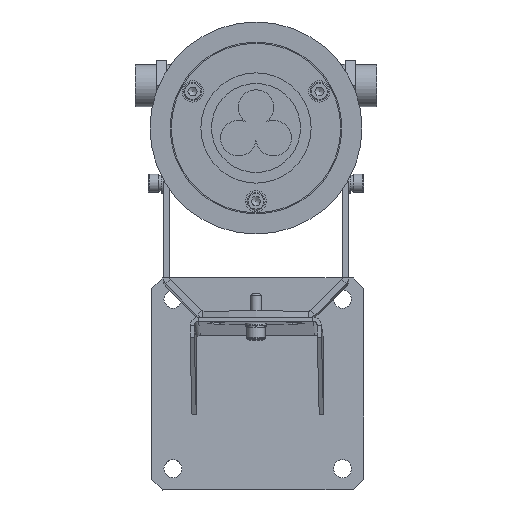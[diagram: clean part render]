
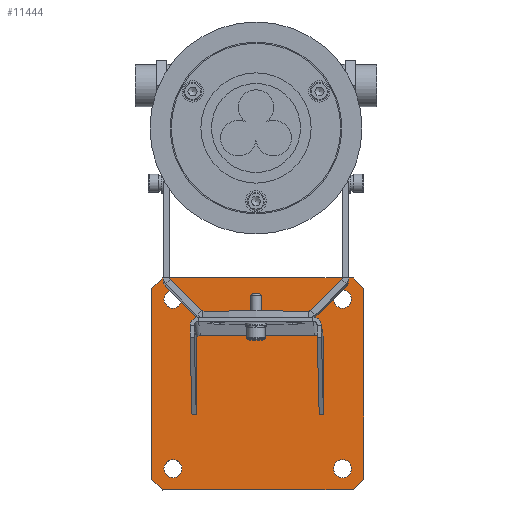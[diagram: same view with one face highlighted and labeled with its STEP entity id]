
A CAD part, left-side view. The second image highlights one B-rep face of the part: STEP entity #11444.
In plain terms, the highlighted face is planar.
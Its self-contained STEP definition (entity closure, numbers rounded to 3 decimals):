
#11444=ADVANCED_FACE('',(#11472,#11474,#11476,#11478,#11480),#11482,.T.);
#11472=FACE_BOUND('',#11473,.T.);
#11473=EDGE_LOOP('',(#11583));
#11474=FACE_BOUND('',#11475,.T.);
#11475=EDGE_LOOP('',(#11584));
#11476=FACE_BOUND('',#11477,.T.);
#11477=EDGE_LOOP('',(#11585));
#11478=FACE_BOUND('',#11479,.T.);
#11479=EDGE_LOOP('',(#11586));
#11480=FACE_OUTER_BOUND('',#11481,.T.);
#11481=EDGE_LOOP('',(#11587,#11588,#11589,#11590,#11591,#11592,#11593,#11594));
#11482=PLANE('',#11483);
#11483=AXIS2_PLACEMENT_3D('',#11484,#11485,#11486);
#11484=CARTESIAN_POINT('',(-2.,0.,0.));
#11485=DIRECTION('',(-1.,0.,0.));
#11486=DIRECTION('',(0.,0.,-1.));
#11583=ORIENTED_EDGE('',*,*,#11655,.T.);
#11584=ORIENTED_EDGE('',*,*,#11656,.T.);
#11585=ORIENTED_EDGE('',*,*,#11657,.T.);
#11586=ORIENTED_EDGE('',*,*,#11658,.T.);
#11587=ORIENTED_EDGE('',*,*,#11659,.T.);
#11588=ORIENTED_EDGE('',*,*,#11660,.T.);
#11589=ORIENTED_EDGE('',*,*,#11661,.T.);
#11590=ORIENTED_EDGE('',*,*,#11662,.T.);
#11591=ORIENTED_EDGE('',*,*,#11663,.T.);
#11592=ORIENTED_EDGE('',*,*,#11664,.T.);
#11593=ORIENTED_EDGE('',*,*,#11665,.T.);
#11594=ORIENTED_EDGE('',*,*,#11666,.T.);
#11655=EDGE_CURVE('',#11703,#11703,#11704,.F.);
#11656=EDGE_CURVE('',#11705,#11705,#11706,.F.);
#11657=EDGE_CURVE('',#11707,#11707,#11708,.F.);
#11658=EDGE_CURVE('',#11709,#11709,#11710,.F.);
#11659=EDGE_CURVE('',#11711,#11712,#11713,.T.);
#11660=EDGE_CURVE('',#11712,#11714,#11715,.T.);
#11661=EDGE_CURVE('',#11714,#11716,#11717,.T.);
#11662=EDGE_CURVE('',#11716,#11718,#11719,.T.);
#11663=EDGE_CURVE('',#11718,#11720,#11721,.T.);
#11664=EDGE_CURVE('',#11720,#11722,#11723,.T.);
#11665=EDGE_CURVE('',#11722,#11724,#11725,.T.);
#11666=EDGE_CURVE('',#11724,#11711,#11726,.T.);
#11703=VERTEX_POINT('',#11791);
#11704=CIRCLE('',#11792,4.25);
#11705=VERTEX_POINT('',#11796);
#11706=CIRCLE('',#11797,4.25);
#11707=VERTEX_POINT('',#11801);
#11708=CIRCLE('',#11802,4.25);
#11709=VERTEX_POINT('',#11806);
#11710=CIRCLE('',#11807,4.25);
#11711=VERTEX_POINT('',#11811);
#11712=VERTEX_POINT('',#11812);
#11713=LINE('',#11813,#11814);
#11714=VERTEX_POINT('',#11816);
#11715=LINE('',#11817,#11818);
#11716=VERTEX_POINT('',#11820);
#11717=LINE('',#11821,#11822);
#11718=VERTEX_POINT('',#11824);
#11719=LINE('',#11825,#11826);
#11720=VERTEX_POINT('',#11828);
#11721=LINE('',#11829,#11830);
#11722=VERTEX_POINT('',#11832);
#11723=LINE('',#11833,#11834);
#11724=VERTEX_POINT('',#11836);
#11725=LINE('',#11837,#11838);
#11726=LINE('',#11840,#11841);
#11791=CARTESIAN_POINT('',(-2.,40.,35.75));
#11792=AXIS2_PLACEMENT_3D('',#11793,#11794,#11795);
#11793=CARTESIAN_POINT('',(-2.,40.,40.));
#11794=DIRECTION('',(-1.,0.,0.));
#11795=DIRECTION('',(0.,0.,-1.));
#11796=CARTESIAN_POINT('',(-2.,40.,-44.25));
#11797=AXIS2_PLACEMENT_3D('',#11798,#11799,#11800);
#11798=CARTESIAN_POINT('',(-2.,40.,-40.));
#11799=DIRECTION('',(-1.,0.,0.));
#11800=DIRECTION('',(0.,0.,-1.));
#11801=CARTESIAN_POINT('',(-2.,-40.,-44.25));
#11802=AXIS2_PLACEMENT_3D('',#11803,#11804,#11805);
#11803=CARTESIAN_POINT('',(-2.,-40.,-40.));
#11804=DIRECTION('',(-1.,0.,0.));
#11805=DIRECTION('',(0.,0.,-1.));
#11806=CARTESIAN_POINT('',(-2.,-40.,35.75));
#11807=AXIS2_PLACEMENT_3D('',#11808,#11809,#11810);
#11808=CARTESIAN_POINT('',(-2.,-40.,40.));
#11809=DIRECTION('',(-1.,0.,0.));
#11810=DIRECTION('',(0.,0.,-1.));
#11811=CARTESIAN_POINT('',(-2.,-50.,-45.));
#11812=CARTESIAN_POINT('',(-2.,-50.,45.));
#11813=CARTESIAN_POINT('',(-2.,-50.,-45.));
#11814=VECTOR('',#11815,1.);
#11815=DIRECTION('',(0.,0.,1.));
#11816=CARTESIAN_POINT('',(-2.,-45.,50.));
#11817=CARTESIAN_POINT('',(-2.,-50.,45.));
#11818=VECTOR('',#11819,1.);
#11819=DIRECTION('',(0.,0.707,0.707));
#11820=CARTESIAN_POINT('',(-2.,45.,50.));
#11821=CARTESIAN_POINT('',(-2.,-45.,50.));
#11822=VECTOR('',#11823,1.);
#11823=DIRECTION('',(0.,1.,0.));
#11824=CARTESIAN_POINT('',(-2.,50.,45.));
#11825=CARTESIAN_POINT('',(-2.,45.,50.));
#11826=VECTOR('',#11827,1.);
#11827=DIRECTION('',(0.,0.707,-0.707));
#11828=CARTESIAN_POINT('',(-2.,50.,-45.));
#11829=CARTESIAN_POINT('',(-2.,50.,45.));
#11830=VECTOR('',#11831,1.);
#11831=DIRECTION('',(0.,0.,-1.));
#11832=CARTESIAN_POINT('',(-2.,45.,-50.));
#11833=CARTESIAN_POINT('',(-2.,50.,-45.));
#11834=VECTOR('',#11835,1.);
#11835=DIRECTION('',(0.,-0.707,-0.707));
#11836=CARTESIAN_POINT('',(-2.,-45.,-50.));
#11837=CARTESIAN_POINT('',(-2.,45.,-50.));
#11838=VECTOR('',#11839,1.);
#11839=DIRECTION('',(0.,-1.,0.));
#11840=CARTESIAN_POINT('',(-2.,-45.,-50.));
#11841=VECTOR('',#11842,1.);
#11842=DIRECTION('',(0.,-0.707,0.707));
